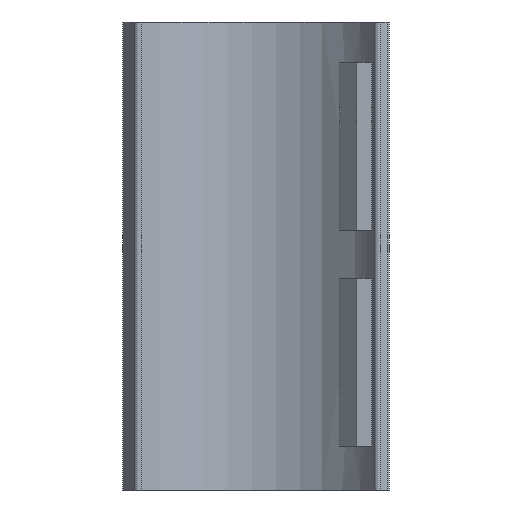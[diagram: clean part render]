
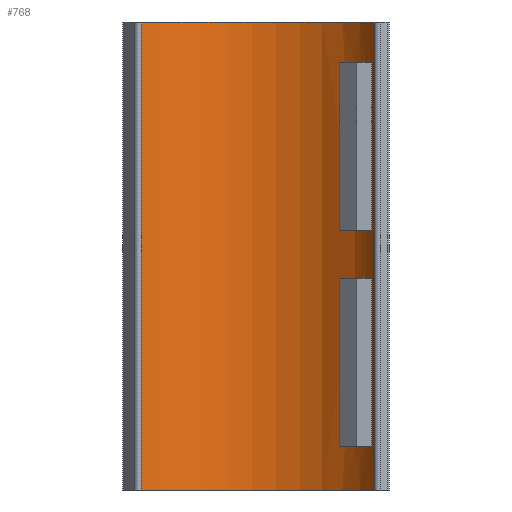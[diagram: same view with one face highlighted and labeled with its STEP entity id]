
A CAD part, left-side view. The second image highlights one B-rep face of the part: STEP entity #768.
In plain terms, the highlighted cylindrical face has radius 19 mm (diameter 38 mm), a partial arc.
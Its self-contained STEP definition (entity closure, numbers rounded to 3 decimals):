
#15=FACE_BOUND('',#129,.T.);
#16=FACE_BOUND('',#130,.T.);
#24=CYLINDRICAL_SURFACE('',#847,19.);
#30=CIRCLE('',#798,19.);
#31=CIRCLE('',#802,19.);
#32=CIRCLE('',#807,19.);
#33=CIRCLE('',#811,19.);
#36=CIRCLE('',#817,19.);
#54=CIRCLE('',#848,19.);
#87=FACE_OUTER_BOUND('',#128,.T.);
#128=EDGE_LOOP('',(#626,#627,#628,#629));
#129=EDGE_LOOP('',(#630,#631,#632,#633));
#130=EDGE_LOOP('',(#634,#635,#636,#637));
#162=LINE('',#1137,#243);
#165=LINE('',#1142,#246);
#166=LINE('',#1147,#247);
#169=LINE('',#1152,#250);
#170=LINE('',#1160,#251);
#208=LINE('',#1273,#289);
#243=VECTOR('',#905,10.);
#246=VECTOR('',#910,10.);
#247=VECTOR('',#917,10.);
#250=VECTOR('',#922,10.);
#251=VECTOR('',#931,10.);
#289=VECTOR('',#1035,10.);
#311=VERTEX_POINT('',#1105);
#312=VERTEX_POINT('',#1107);
#319=VERTEX_POINT('',#1126);
#320=VERTEX_POINT('',#1128);
#322=VERTEX_POINT('',#1136);
#323=VERTEX_POINT('',#1140);
#324=VERTEX_POINT('',#1146);
#325=VERTEX_POINT('',#1150);
#327=VERTEX_POINT('',#1157);
#328=VERTEX_POINT('',#1159);
#332=VERTEX_POINT('',#1171);
#370=VERTEX_POINT('',#1271);
#386=EDGE_CURVE('',#312,#311,#30,.T.);
#396=EDGE_CURVE('',#320,#319,#31,.T.);
#400=EDGE_CURVE('',#322,#312,#162,.T.);
#403=EDGE_CURVE('',#311,#323,#165,.T.);
#404=EDGE_CURVE('',#323,#322,#32,.T.);
#405=EDGE_CURVE('',#324,#320,#166,.T.);
#408=EDGE_CURVE('',#319,#325,#169,.T.);
#409=EDGE_CURVE('',#325,#324,#33,.T.);
#411=EDGE_CURVE('',#327,#328,#170,.T.);
#417=EDGE_CURVE('',#332,#328,#36,.T.);
#468=EDGE_CURVE('',#332,#370,#208,.T.);
#469=EDGE_CURVE('',#327,#370,#54,.T.);
#626=ORIENTED_EDGE('',*,*,#411,.F.);
#627=ORIENTED_EDGE('',*,*,#469,.T.);
#628=ORIENTED_EDGE('',*,*,#468,.F.);
#629=ORIENTED_EDGE('',*,*,#417,.T.);
#630=ORIENTED_EDGE('',*,*,#403,.T.);
#631=ORIENTED_EDGE('',*,*,#404,.T.);
#632=ORIENTED_EDGE('',*,*,#400,.T.);
#633=ORIENTED_EDGE('',*,*,#386,.T.);
#634=ORIENTED_EDGE('',*,*,#408,.T.);
#635=ORIENTED_EDGE('',*,*,#409,.T.);
#636=ORIENTED_EDGE('',*,*,#405,.T.);
#637=ORIENTED_EDGE('',*,*,#396,.T.);
#768=ADVANCED_FACE('',(#87,#15,#16),#24,.F.);
#798=AXIS2_PLACEMENT_3D('',#1108,#879,#880);
#802=AXIS2_PLACEMENT_3D('',#1129,#896,#897);
#807=AXIS2_PLACEMENT_3D('',#1144,#913,#914);
#811=AXIS2_PLACEMENT_3D('',#1154,#925,#926);
#817=AXIS2_PLACEMENT_3D('',#1172,#942,#943);
#847=AXIS2_PLACEMENT_3D('',#1274,#1036,#1037);
#848=AXIS2_PLACEMENT_3D('',#1275,#1038,#1039);
#879=DIRECTION('center_axis',(0.,0.,-1.));
#880=DIRECTION('ref_axis',(1.,0.,0.));
#896=DIRECTION('center_axis',(0.,0.,-1.));
#897=DIRECTION('ref_axis',(1.,0.,0.));
#905=DIRECTION('',(0.,0.,1.));
#910=DIRECTION('',(0.,0.,-1.));
#913=DIRECTION('center_axis',(0.,0.,1.));
#914=DIRECTION('ref_axis',(1.,0.,0.));
#917=DIRECTION('',(0.,0.,1.));
#922=DIRECTION('',(0.,0.,-1.));
#925=DIRECTION('center_axis',(0.,0.,1.));
#926=DIRECTION('ref_axis',(1.,0.,0.));
#931=DIRECTION('',(0.,0.,-1.));
#942=DIRECTION('center_axis',(0.,0.,-1.));
#943=DIRECTION('ref_axis',(1.,0.,0.));
#1035=DIRECTION('',(0.,0.,1.));
#1036=DIRECTION('center_axis',(0.,0.,1.));
#1037=DIRECTION('ref_axis',(1.,0.,0.));
#1038=DIRECTION('center_axis',(0.,0.,1.));
#1039=DIRECTION('ref_axis',(1.,0.,0.));
#1105=CARTESIAN_POINT('',(10.875,-23.33,24.5));
#1107=CARTESIAN_POINT('',(13.415,-21.205,24.5));
#1108=CARTESIAN_POINT('Origin',(0.,-7.75,
24.5));
#1126=CARTESIAN_POINT('',(10.875,-23.33,51.5));
#1128=CARTESIAN_POINT('',(13.415,-21.205,51.5));
#1129=CARTESIAN_POINT('Origin',(0.,-7.75,
51.5));
#1136=CARTESIAN_POINT('',(13.415,-21.205,3.5));
#1137=CARTESIAN_POINT('',(13.415,-21.205,-2.));
#1140=CARTESIAN_POINT('',(10.875,-23.33,3.5));
#1142=CARTESIAN_POINT('',(10.875,-23.33,-2.));
#1144=CARTESIAN_POINT('Origin',(0.,-7.75,
3.5));
#1146=CARTESIAN_POINT('',(13.415,-21.205,30.5));
#1147=CARTESIAN_POINT('',(13.415,-21.205,-2.));
#1150=CARTESIAN_POINT('',(10.875,-23.33,30.5));
#1152=CARTESIAN_POINT('',(10.875,-23.33,-2.));
#1154=CARTESIAN_POINT('Origin',(0.,-7.75,
30.5));
#1157=CARTESIAN_POINT('',(10.253,-23.746,56.5));
#1159=CARTESIAN_POINT('',(10.253,-23.746,-2.));
#1160=CARTESIAN_POINT('',(10.253,-23.746,-2.));
#1171=CARTESIAN_POINT('',(13.632,5.486,-2.));
#1172=CARTESIAN_POINT('Origin',(0.,-7.75,
-2.));
#1271=CARTESIAN_POINT('',(13.632,5.486,56.5));
#1273=CARTESIAN_POINT('',(13.632,5.486,-2.));
#1274=CARTESIAN_POINT('Origin',(0.,-7.75,
-2.));
#1275=CARTESIAN_POINT('Origin',(0.,-7.75,
56.5));
